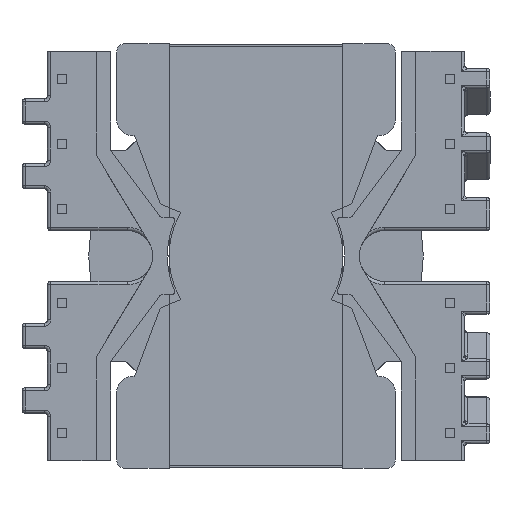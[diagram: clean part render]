
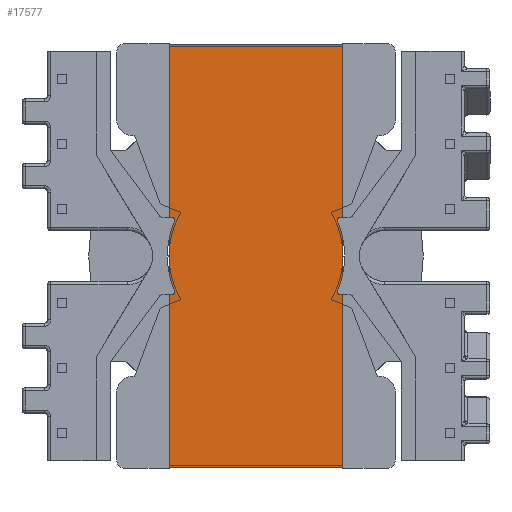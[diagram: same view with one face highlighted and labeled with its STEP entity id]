
A CAD part, front view. The second image highlights one B-rep face of the part: STEP entity #17577.
In plain terms, the highlighted face is planar.
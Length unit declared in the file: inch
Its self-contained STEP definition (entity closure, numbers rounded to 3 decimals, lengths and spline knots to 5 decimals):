
#390 = ORIENTED_EDGE ( 'NONE', *, *, #5191, .T. ) ;
#712 = LINE ( 'NONE', #1480, #16389 ) ;
#1480 = CARTESIAN_POINT ( 'NONE',  ( 1.20157, 0.0063, 0. ) ) ;
#1647 = VECTOR ( 'NONE', #21058, 39.37008 ) ;
#2156 = ORIENTED_EDGE ( 'NONE', *, *, #15269, .T. ) ;
#2881 = DIRECTION ( 'NONE',  ( 0., 1., 0. ) ) ;
#3136 = CARTESIAN_POINT ( 'NONE',  ( 1.20157, -1.3063, 0. ) ) ;
#3662 = LINE ( 'NONE', #5977, #13797 ) ;
#4516 = CARTESIAN_POINT ( 'NONE',  ( 1.20157, 0.0063, -0.54016 ) ) ;
#5191 = EDGE_CURVE ( 'NONE', #6250, #20211, #3662, .T. ) ;
#5827 = DIRECTION ( 'NONE',  ( 0., 0., 1. ) ) ;
#5977 = CARTESIAN_POINT ( 'NONE',  ( 1.20157, 0.0063, -0.54016 ) ) ;
#6246 = DIRECTION ( 'NONE',  ( 0., 0., -1. ) ) ;
#6250 = VERTEX_POINT ( 'NONE', #14198 ) ;
#7835 = EDGE_CURVE ( 'NONE', #16504, #20211, #712, .T. ) ;
#8945 = ORIENTED_EDGE ( 'NONE', *, *, #7835, .F. ) ;
#9031 = VERTEX_POINT ( 'NONE', #21452 ) ;
#10775 = CARTESIAN_POINT ( 'NONE',  ( 1.20157, 0.0063, 0. ) ) ;
#11068 = PLANE ( 'NONE',  #11275 ) ;
#11275 = AXIS2_PLACEMENT_3D ( 'NONE', #4516, #12786, #6246 ) ;
#12412 = CARTESIAN_POINT ( 'NONE',  ( 1.20157, -1.3063, -0.54016 ) ) ;
#12786 = DIRECTION ( 'NONE',  ( 1., 0., 0. ) ) ;
#13797 = VECTOR ( 'NONE', #5827, 39.37008 ) ;
#14198 = CARTESIAN_POINT ( 'NONE',  ( 1.20157, 0.0063, -0.54016 ) ) ;
#14795 = VECTOR ( 'NONE', #15038, 39.37008 ) ;
#15038 = DIRECTION ( 'NONE',  ( 0., 1., 0. ) ) ;
#15269 = EDGE_CURVE ( 'NONE', #9031, #6250, #20378, .T. ) ;
#16389 = VECTOR ( 'NONE', #2881, 39.37008 ) ;
#16504 = VERTEX_POINT ( 'NONE', #3136 ) ;
#16710 = ORIENTED_EDGE ( 'NONE', *, *, #17492, .F. ) ;
#16793 = EDGE_LOOP ( 'NONE', ( #8945, #16710, #2156, #390 ) ) ;
#17492 = EDGE_CURVE ( 'NONE', #9031, #16504, #20826, .T. ) ;
#17577 = ADVANCED_FACE ( 'NONE', ( #19740 ), #11068, .T. ) ;
#18221 = CARTESIAN_POINT ( 'NONE',  ( 1.20157, 0.0063, -0.54016 ) ) ;
#19740 = FACE_OUTER_BOUND ( 'NONE', #16793, .T. ) ;
#20211 = VERTEX_POINT ( 'NONE', #10775 ) ;
#20378 = LINE ( 'NONE', #18221, #14795 ) ;
#20826 = LINE ( 'NONE', #12412, #1647 ) ;
#21058 = DIRECTION ( 'NONE',  ( 0., 0., 1. ) ) ;
#21452 = CARTESIAN_POINT ( 'NONE',  ( 1.20157, -1.3063, -0.54016 ) ) ;
